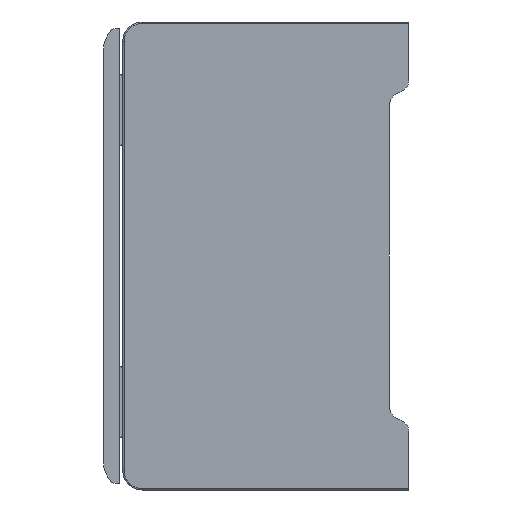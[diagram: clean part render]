
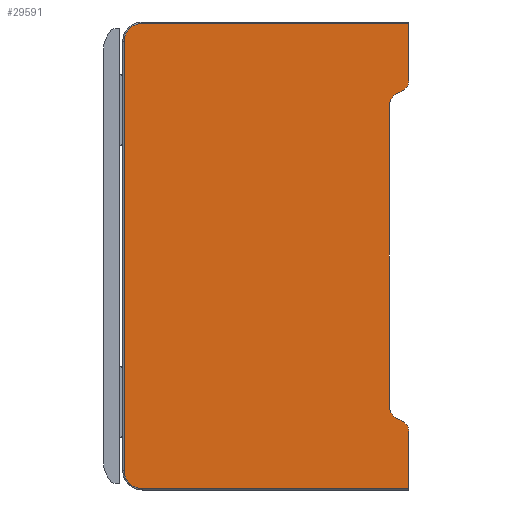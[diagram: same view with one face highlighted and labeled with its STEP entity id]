
A CAD part, left-side view. The second image highlights one B-rep face of the part: STEP entity #29591.
In plain terms, the highlighted planar face has unit normal (-1, 0, 0).
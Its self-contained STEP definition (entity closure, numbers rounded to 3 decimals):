
#2919=DIRECTION('',(0.,-1.,0.));
#2920=VECTOR('',#2919,41.);
#2921=CARTESIAN_POINT('',(-66.,41.,35.8));
#2922=LINE('',#2921,#2920);
#2923=DIRECTION('',(0.,0.,-1.));
#2924=VECTOR('',#2923,8.801);
#2925=CARTESIAN_POINT('',(-66.,0.,35.8));
#2926=LINE('',#2925,#2924);
#2927=CARTESIAN_POINT('',(-66.,1.732,27.));
#2928=DIRECTION('',(1.,0.,0.));
#2929=DIRECTION('',(0.,-1.,-0.001));
#2930=AXIS2_PLACEMENT_3D('',#2927,#2928,#2929);
#2932=DIRECTION('',(0.,-0.866,0.5));
#2933=VECTOR('',#2932,1.31);
#2934=CARTESIAN_POINT('',(-66.,2.,24.845));
#2935=LINE('',#2934,#2933);
#2936=CARTESIAN_POINT('',(-66.,1.,23.113));
#2937=DIRECTION('',(1.,0.,0.));
#2938=DIRECTION('',(0.,1.,0.));
#2939=AXIS2_PLACEMENT_3D('',#2936,#2937,#2938);
#2941=DIRECTION('',(0.,0.,1.));
#2942=VECTOR('',#2941,46.226);
#2943=CARTESIAN_POINT('',(-66.,3.,-23.113));
#2944=LINE('',#2943,#2942);
#2945=CARTESIAN_POINT('',(-66.,1.,-23.113));
#2946=DIRECTION('',(1.,0.,0.));
#2947=DIRECTION('',(0.,0.5,-0.866));
#2948=AXIS2_PLACEMENT_3D('',#2945,#2946,#2947);
#2950=DIRECTION('',(0.,0.866,0.5));
#2951=VECTOR('',#2950,1.311);
#2952=CARTESIAN_POINT('',(-66.,0.865,-25.501));
#2953=LINE('',#2952,#2951);
#2954=CARTESIAN_POINT('',(-66.,1.73,-26.999));
#2955=DIRECTION('',(1.,0.,0.));
#2956=DIRECTION('',(0.,-0.5,0.866));
#2957=AXIS2_PLACEMENT_3D('',#2954,#2955,#2956);
#2959=DIRECTION('',(0.,0.,-1.));
#2960=VECTOR('',#2959,8.801);
#2961=CARTESIAN_POINT('',(-66.,0.,-26.999));
#2962=LINE('',#2961,#2960);
#2963=DIRECTION('',(0.,1.,0.));
#2964=VECTOR('',#2963,41.);
#2965=CARTESIAN_POINT('',(-66.,0.,-35.8));
#2966=LINE('',#2965,#2964);
#2967=CARTESIAN_POINT('',(-66.,41.,-33.));
#2968=DIRECTION('',(1.,0.,0.));
#2969=DIRECTION('',(0.,0.,-1.));
#2970=AXIS2_PLACEMENT_3D('',#2967,#2968,#2969);
#2972=DIRECTION('',(0.,0.,1.));
#2973=VECTOR('',#2972,66.);
#2974=CARTESIAN_POINT('',(-66.,43.8,-33.));
#2975=LINE('',#2974,#2973);
#2976=CARTESIAN_POINT('',(-66.,41.,33.));
#2977=DIRECTION('',(1.,0.,0.));
#2978=DIRECTION('',(0.,1.,0.));
#2979=AXIS2_PLACEMENT_3D('',#2976,#2977,#2978);
#22137=CARTESIAN_POINT('',(-66.,0.865,-25.501));
#22138=CARTESIAN_POINT('',(-66.,2.,-24.845));
#22139=VERTEX_POINT('',#22137);
#22140=VERTEX_POINT('',#22138);
#22141=CARTESIAN_POINT('',(-66.,3.,-23.113));
#22142=VERTEX_POINT('',#22141);
#22143=CARTESIAN_POINT('',(-66.,3.,23.113));
#22144=VERTEX_POINT('',#22143);
#22145=CARTESIAN_POINT('',(-66.,2.,24.845));
#22146=VERTEX_POINT('',#22145);
#22147=CARTESIAN_POINT('',(-66.,0.865,25.5));
#22148=VERTEX_POINT('',#22147);
#22149=CARTESIAN_POINT('',(-66.,0.,26.999));
#22150=VERTEX_POINT('',#22149);
#22151=CARTESIAN_POINT('',(-66.,0.,-26.999));
#22152=VERTEX_POINT('',#22151);
#22606=CARTESIAN_POINT('',(-66.,0.,35.8));
#22608=VERTEX_POINT('',#22606);
#22609=CARTESIAN_POINT('',(-66.,41.,35.8));
#22610=VERTEX_POINT('',#22609);
#22615=CARTESIAN_POINT('',(-66.,43.8,33.));
#22616=VERTEX_POINT('',#22615);
#22619=CARTESIAN_POINT('',(-66.,43.8,-33.));
#22620=VERTEX_POINT('',#22619);
#22623=CARTESIAN_POINT('',(-66.,41.,-35.8));
#22624=VERTEX_POINT('',#22623);
#22625=CARTESIAN_POINT('',(-66.,0.,-35.8));
#22627=VERTEX_POINT('',#22625);
#29566=CARTESIAN_POINT('',(-66.,0.,-36.));
#29567=DIRECTION('',(-1.,0.,0.));
#29568=DIRECTION('',(0.,0.,1.));
#29569=AXIS2_PLACEMENT_3D('',#29566,#29567,#29568);
#29570=PLANE('',#29569);
#29572=ORIENTED_EDGE('',*,*,#29571,.T.);
#29573=ORIENTED_EDGE('',*,*,#29547,.T.);
#29574=ORIENTED_EDGE('',*,*,#29529,.T.);
#29575=ORIENTED_EDGE('',*,*,#29507,.F.);
#29576=ORIENTED_EDGE('',*,*,#29485,.F.);
#29577=ORIENTED_EDGE('',*,*,#29451,.F.);
#29578=ORIENTED_EDGE('',*,*,#29429,.F.);
#29579=ORIENTED_EDGE('',*,*,#29407,.F.);
#29580=ORIENTED_EDGE('',*,*,#29385,.T.);
#29581=ORIENTED_EDGE('',*,*,#29363,.T.);
#29582=ORIENTED_EDGE('',*,*,#29338,.T.);
#29584=ORIENTED_EDGE('',*,*,#29583,.T.);
#29586=ORIENTED_EDGE('',*,*,#29585,.T.);
#29588=ORIENTED_EDGE('',*,*,#29587,.T.);
#29589=EDGE_LOOP('',(#29572,#29573,#29574,#29575,#29576,#29577,#29578,#29579,
#29580,#29581,#29582,#29584,#29586,#29588));
#29590=FACE_OUTER_BOUND('',#29589,.F.);
#29591=ADVANCED_FACE('',(#29590),#29570,.T.);
#2931=CIRCLE('',#2930,1.732);
#2940=CIRCLE('',#2939,2.);
#2949=CIRCLE('',#2948,2.);
#2958=CIRCLE('',#2957,1.73);
#2971=CIRCLE('',#2970,2.8);
#2980=CIRCLE('',#2979,2.8);
#29338=EDGE_CURVE('',#22627,#22624,#2966,.T.);
#29363=EDGE_CURVE('',#22152,#22627,#2962,.T.);
#29385=EDGE_CURVE('',#22139,#22152,#2958,.T.);
#29407=EDGE_CURVE('',#22139,#22140,#2953,.T.);
#29429=EDGE_CURVE('',#22140,#22142,#2949,.T.);
#29451=EDGE_CURVE('',#22142,#22144,#2944,.T.);
#29485=EDGE_CURVE('',#22144,#22146,#2940,.T.);
#29507=EDGE_CURVE('',#22146,#22148,#2935,.T.);
#29529=EDGE_CURVE('',#22150,#22148,#2931,.T.);
#29547=EDGE_CURVE('',#22608,#22150,#2926,.T.);
#29571=EDGE_CURVE('',#22610,#22608,#2922,.T.);
#29583=EDGE_CURVE('',#22624,#22620,#2971,.T.);
#29585=EDGE_CURVE('',#22620,#22616,#2975,.T.);
#29587=EDGE_CURVE('',#22616,#22610,#2980,.T.);
